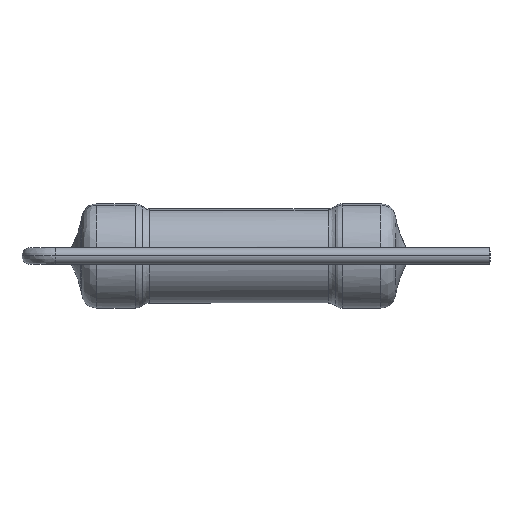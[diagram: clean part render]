
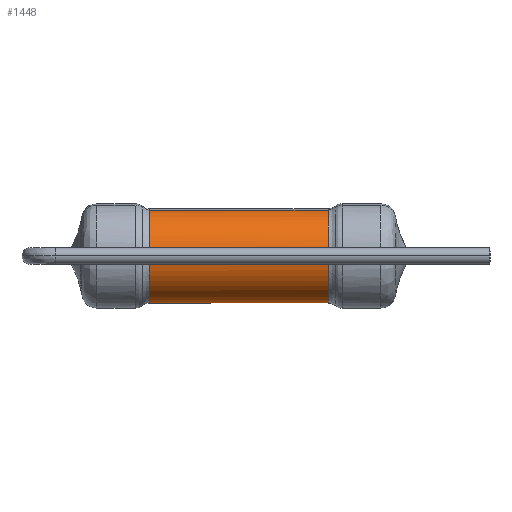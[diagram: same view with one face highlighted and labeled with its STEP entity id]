
A CAD part, left-side view. The second image highlights one B-rep face of the part: STEP entity #1448.
In plain terms, the highlighted cylindrical face has radius 2.25 mm (diameter 4.5 mm), a partial arc.
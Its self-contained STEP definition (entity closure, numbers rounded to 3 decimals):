
#27 = CARTESIAN_POINT ( 'NONE',  ( 5.346, -2.239, -4.27 ) ) ;
#33 = VECTOR ( 'NONE', #1474, 1000. ) ;
#74 = ORIENTED_EDGE ( 'NONE', *, *, #3059, .F. ) ;
#76 = CARTESIAN_POINT ( 'NONE',  ( 5.32, -2.243, 4.27 ) ) ;
#210 = CYLINDRICAL_SURFACE ( 'NONE', #825, 2.25 ) ;
#273 = CARTESIAN_POINT ( 'NONE',  ( 2.75, -0.299, -4.271 ) ) ;
#284 = CARTESIAN_POINT ( 'NONE',  ( 6.173, -1.938, -4.27 ) ) ;
#288 = VERTEX_POINT ( 'NONE', #1323 ) ;
#343 = CARTESIAN_POINT ( 'NONE',  ( 4.436, -2.194, 4.27 ) ) ;
#347 = CARTESIAN_POINT ( 'NONE',  ( 7.25, 0.004, 4.272 ) ) ;
#523 = VECTOR ( 'NONE', #1470, 1000. ) ;
#535 = CARTESIAN_POINT ( 'NONE',  ( 6.819, -1.352, -4.27 ) ) ;
#587 = CARTESIAN_POINT ( 'NONE',  ( 3.634, -1.809, 4.27 ) ) ;
#708 = CARTESIAN_POINT ( 'NONE',  ( 7.25, 0.004, 0. ) ) ;
#721 = LINE ( 'NONE', #1464, #33 ) ;
#771 = CARTESIAN_POINT ( 'NONE',  ( 2.812, -0.601, -4.271 ) ) ;
#778 = CARTESIAN_POINT ( 'NONE',  ( 7.14, -0.705, -4.271 ) ) ;
#825 = AXIS2_PLACEMENT_3D ( 'NONE', #1349, #2303, #852 ) ;
#839 = CARTESIAN_POINT ( 'NONE',  ( 3.041, -1.142, 4.271 ) ) ;
#844 = CARTESIAN_POINT ( 'NONE',  ( 2.75, 0.004, 4.272 ) ) ;
#852 = DIRECTION ( 'NONE',  ( 1., 0., 0. ) ) ;
#876 = ORIENTED_EDGE ( 'NONE', *, *, #1812, .T. ) ;
#1024 = CARTESIAN_POINT ( 'NONE',  ( 3.222, -1.407, -4.27 ) ) ;
#1031 = CARTESIAN_POINT ( 'NONE',  ( 7.236, -0.285, -4.271 ) ) ;
#1072 = CARTESIAN_POINT ( 'NONE',  ( 6.973, -1.116, 4.271 ) ) ;
#1084 = CARTESIAN_POINT ( 'NONE',  ( 2.75, -0.295, 4.271 ) ) ;
#1203 = VERTEX_POINT ( 'NONE', #347 ) ;
#1210 = LINE ( 'NONE', #708, #523 ) ;
#1286 = CARTESIAN_POINT ( 'NONE',  ( 3.908, -1.986, -4.27 ) ) ;
#1292 = CARTESIAN_POINT ( 'NONE',  ( 7.25, 0.004, -4.272 ) ) ;
#1323 = CARTESIAN_POINT ( 'NONE',  ( 7.25, 0.004, -4.272 ) ) ;
#1333 = CARTESIAN_POINT ( 'NONE',  ( 6.4, -1.782, 4.27 ) ) ;
#1349 = CARTESIAN_POINT ( 'NONE',  ( 5., 0.004, 0. ) ) ;
#1433 = EDGE_CURVE ( 'NONE', #1203, #1555, #3002, .T. ) ;
#1448 = ADVANCED_FACE ( 'NONE', ( #1747 ), #210, .T. ) ;
#1464 = CARTESIAN_POINT ( 'NONE',  ( 2.75, 0.004, 0. ) ) ;
#1470 = DIRECTION ( 'NONE',  ( 0., 0., 1. ) ) ;
#1474 = DIRECTION ( 'NONE',  ( 0., 0., 1. ) ) ;
#1518 = ORIENTED_EDGE ( 'NONE', *, *, #1433, .T. ) ;
#1529 = CARTESIAN_POINT ( 'NONE',  ( 4.758, -2.252, -4.27 ) ) ;
#1555 = VERTEX_POINT ( 'NONE', #844 ) ;
#1578 = CARTESIAN_POINT ( 'NONE',  ( 5.614, -2.181, 4.27 ) ) ;
#1747 = FACE_OUTER_BOUND ( 'NONE', #2033, .T. ) ;
#1768 = CARTESIAN_POINT ( 'NONE',  ( 5.638, -2.173, -4.27 ) ) ;
#1785 = CARTESIAN_POINT ( 'NONE',  ( 7.25, 0.004, 4.272 ) ) ;
#1812 = EDGE_CURVE ( 'NONE', #288, #1203, #1210, .T. ) ;
#1818 = CARTESIAN_POINT ( 'NONE',  ( 4.731, -2.249, 4.27 ) ) ;
#1998 = ORIENTED_EDGE ( 'NONE', *, *, #2412, .T. ) ;
#2024 = CARTESIAN_POINT ( 'NONE',  ( 6.416, -1.769, -4.27 ) ) ;
#2033 = EDGE_LOOP ( 'NONE', ( #74, #1998, #876, #1518 ) ) ;
#2063 = CARTESIAN_POINT ( 'NONE',  ( 7.25, -0.286, 4.271 ) ) ;
#2080 = CARTESIAN_POINT ( 'NONE',  ( 3.887, -1.974, 4.27 ) ) ;
#2263 = CARTESIAN_POINT ( 'NONE',  ( 6.979, -1.105, -4.271 ) ) ;
#2303 = DIRECTION ( 'NONE',  ( 0., 0., 1. ) ) ;
#2312 = CARTESIAN_POINT ( 'NONE',  ( 3.211, -1.393, 4.27 ) ) ;
#2412 = EDGE_CURVE ( 'NONE', #2530, #288, #2977, .T. ) ;
#2502 = CARTESIAN_POINT ( 'NONE',  ( 3.048, -1.155, -4.271 ) ) ;
#2506 = CARTESIAN_POINT ( 'NONE',  ( 7.181, -0.567, -4.271 ) ) ;
#2530 = VERTEX_POINT ( 'NONE', #3213 ) ;
#2553 = CARTESIAN_POINT ( 'NONE',  ( 7.193, -0.577, 4.271 ) ) ;
#2567 = CARTESIAN_POINT ( 'NONE',  ( 2.81, -0.593, 4.271 ) ) ;
#2749 = CARTESIAN_POINT ( 'NONE',  ( 3.652, -1.822, -4.27 ) ) ;
#2757 = CARTESIAN_POINT ( 'NONE',  ( 7.25, -0.146, -4.271 ) ) ;
#2801 = CARTESIAN_POINT ( 'NONE',  ( 6.81, -1.365, 4.27 ) ) ;
#2810 = CARTESIAN_POINT ( 'NONE',  ( 2.75, 0.004, 4.272 ) ) ;
#2966 = CARTESIAN_POINT ( 'NONE',  ( 2.75, 0.004, -4.272 ) ) ;
#2977 = B_SPLINE_CURVE_WITH_KNOTS ( 'NONE', 3,
 ( #2966, #273, #771, #2502, #1024, #2749, #1286, #3007, #1529, #27, #1768, #284, #2024, #535, #2263, #778, #2506, #1031, #2757, #1292 ),
 .UNSPECIFIED., .F., .F.,
 ( 4, 2, 2, 2, 2, 2, 2, 2, 2, 4 ),
 ( 0.008, 0.07, 0.133, 0.195, 0.258, 0.32, 0.383, 0.445, 0.476, 0.508 ),
 .UNSPECIFIED. ) ;
#3002 = B_SPLINE_CURVE_WITH_KNOTS ( 'NONE', 3,
 ( #1785, #2063, #2553, #1072, #2801, #1333, #3051, #1578, #76, #1818, #343, #2080, #587, #2312, #839, #2567, #1084, #2810 ),
 .UNSPECIFIED., .F., .F.,
 ( 4, 2, 2, 2, 2, 2, 2, 2, 4 ),
 ( 0.492, 0.555, 0.618, 0.68, 0.743, 0.805, 0.868, 0.93, 0.993 ),
 .UNSPECIFIED. ) ;
#3007 = CARTESIAN_POINT ( 'NONE',  ( 4.461, -2.201, -4.27 ) ) ;
#3051 = CARTESIAN_POINT ( 'NONE',  ( 6.153, -1.95, 4.27 ) ) ;
#3059 = EDGE_CURVE ( 'NONE', #2530, #1555, #721, .T. ) ;
#3213 = CARTESIAN_POINT ( 'NONE',  ( 2.75, 0.004, -4.272 ) ) ;
